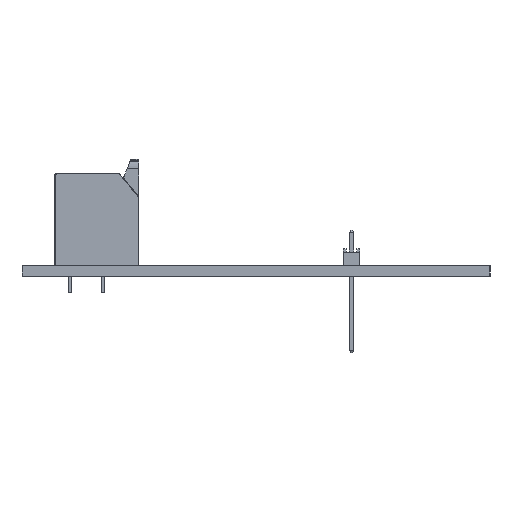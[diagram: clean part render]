
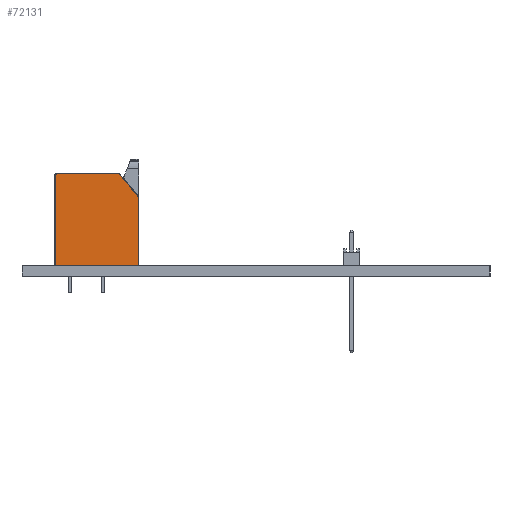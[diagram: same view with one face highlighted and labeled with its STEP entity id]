
A CAD part, left-side view. The second image highlights one B-rep face of the part: STEP entity #72131.
In plain terms, the highlighted face is planar.
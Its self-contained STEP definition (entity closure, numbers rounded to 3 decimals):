
#46515 = VERTEX_POINT('',#46516);
#46516 = CARTESIAN_POINT('',(-10.35,10.775,-1.5));
#46522 = EDGE_CURVE('',#46515,#46523,#46525,.T.);
#46523 = VERTEX_POINT('',#46524);
#46524 = CARTESIAN_POINT('',(-10.35,0.4,-1.5));
#46525 = LINE('',#46526,#46527);
#46526 = CARTESIAN_POINT('',(-10.35,10.775,-1.5));
#46527 = VECTOR('',#46528,1.);
#46528 = DIRECTION('',(0.,-1.,0.));
#54431 = VERTEX_POINT('',#54432);
#54432 = CARTESIAN_POINT('',(-4.5,0.1,-1.5));
#54438 = EDGE_CURVE('',#54431,#54439,#54441,.T.);
#54439 = VERTEX_POINT('',#54440);
#54440 = CARTESIAN_POINT('',(1.9,0.1,-1.5));
#54441 = LINE('',#54442,#54443);
#54442 = CARTESIAN_POINT('',(-4.5,0.1,-1.5));
#54443 = VECTOR('',#54444,1.);
#54444 = DIRECTION('',(1.,0.,0.));
#59471 = VERTEX_POINT('',#59472);
#59472 = CARTESIAN_POINT('',(2.2,0.4,-1.5));
#59478 = EDGE_CURVE('',#59471,#59479,#59481,.T.);
#59479 = VERTEX_POINT('',#59480);
#59480 = CARTESIAN_POINT('',(2.2,14.1,-1.5));
#59481 = LINE('',#59482,#59483);
#59482 = CARTESIAN_POINT('',(2.2,0.4,-1.5));
#59483 = VECTOR('',#59484,1.);
#59484 = DIRECTION('',(0.,1.,0.));
#71811 = EDGE_CURVE('',#46523,#71812,#71814,.T.);
#71812 = VERTEX_POINT('',#71813);
#71813 = CARTESIAN_POINT('',(-10.05,0.1,-1.5));
#71814 = CIRCLE('',#71815,0.3);
#71815 = AXIS2_PLACEMENT_3D('',#71816,#71817,#71818);
#71816 = CARTESIAN_POINT('',(-10.05,0.4,-1.5));
#71817 = DIRECTION('',(0.,0.,1.));
#71818 = DIRECTION('',(1.,0.,-0.));
#71836 = EDGE_CURVE('',#71812,#71837,#71839,.T.);
#71837 = VERTEX_POINT('',#71838);
#71838 = CARTESIAN_POINT('',(-6.2,0.1,-1.5));
#71839 = LINE('',#71840,#71841);
#71840 = CARTESIAN_POINT('',(-10.05,0.1,-1.5));
#71841 = VECTOR('',#71842,1.);
#71842 = DIRECTION('',(1.,0.,0.));
#71862 = VERTEX_POINT('',#71863);
#71863 = CARTESIAN_POINT('',(-6.,0.3,-1.5));
#71869 = EDGE_CURVE('',#71862,#71837,#71870,.T.);
#71870 = CIRCLE('',#71871,0.2);
#71871 = AXIS2_PLACEMENT_3D('',#71872,#71873,#71874);
#71872 = CARTESIAN_POINT('',(-6.,0.1,-1.5));
#71873 = DIRECTION('',(0.,0.,1.));
#71874 = DIRECTION('',(1.,0.,-0.));
#71888 = EDGE_CURVE('',#71862,#71889,#71891,.T.);
#71889 = VERTEX_POINT('',#71890);
#71890 = CARTESIAN_POINT('',(-4.7,0.3,-1.5));
#71891 = LINE('',#71892,#71893);
#71892 = CARTESIAN_POINT('',(-6.,0.3,-1.5));
#71893 = VECTOR('',#71894,1.);
#71894 = DIRECTION('',(1.,0.,0.));
#71911 = EDGE_CURVE('',#54431,#71889,#71912,.T.);
#71912 = CIRCLE('',#71913,0.2);
#71913 = AXIS2_PLACEMENT_3D('',#71914,#71915,#71916);
#71914 = CARTESIAN_POINT('',(-4.7,0.1,-1.5));
#71915 = DIRECTION('',(0.,0.,1.));
#71916 = DIRECTION('',(1.,0.,-0.));
#71930 = EDGE_CURVE('',#54439,#59471,#71931,.T.);
#71931 = CIRCLE('',#71932,0.3);
#71932 = AXIS2_PLACEMENT_3D('',#71933,#71934,#71935);
#71933 = CARTESIAN_POINT('',(1.9,0.4,-1.5));
#71934 = DIRECTION('',(0.,0.,1.));
#71935 = DIRECTION('',(1.,0.,-0.));
#71948 = EDGE_CURVE('',#59479,#71949,#71951,.T.);
#71949 = VERTEX_POINT('',#71950);
#71950 = CARTESIAN_POINT('',(1.9,14.4,-1.5));
#71951 = CIRCLE('',#71952,0.3);
#71952 = AXIS2_PLACEMENT_3D('',#71953,#71954,#71955);
#71953 = CARTESIAN_POINT('',(1.9,14.1,-1.5));
#71954 = DIRECTION('',(0.,0.,1.));
#71955 = DIRECTION('',(1.,0.,-0.));
#71973 = EDGE_CURVE('',#71949,#71974,#71976,.T.);
#71974 = VERTEX_POINT('',#71975);
#71975 = CARTESIAN_POINT('',(-7.26,14.4,-1.5));
#71976 = LINE('',#71977,#71978);
#71977 = CARTESIAN_POINT('',(1.9,14.4,-1.5));
#71978 = VECTOR('',#71979,1.);
#71979 = DIRECTION('',(-1.,0.,0.));
#72004 = EDGE_CURVE('',#71974,#72005,#72007,.T.);
#72005 = VERTEX_POINT('',#72006);
#72006 = CARTESIAN_POINT('',(-7.49,14.293,-1.5));
#72007 = CIRCLE('',#72008,0.3);
#72008 = AXIS2_PLACEMENT_3D('',#72009,#72010,#72011);
#72009 = CARTESIAN_POINT('',(-7.26,14.1,-1.5));
#72010 = DIRECTION('',(0.,0.,1.));
#72011 = DIRECTION('',(1.,0.,-0.));
#72038 = EDGE_CURVE('',#72005,#72039,#72041,.T.);
#72039 = VERTEX_POINT('',#72040);
#72040 = CARTESIAN_POINT('',(-10.28,10.968,-1.5));
#72041 = LINE('',#72042,#72043);
#72042 = CARTESIAN_POINT('',(-7.49,14.293,-1.5));
#72043 = VECTOR('',#72044,1.);
#72044 = DIRECTION('',(-0.643,-0.766,0.));
#72112 = EDGE_CURVE('',#72039,#46515,#72113,.T.);
#72113 = CIRCLE('',#72114,0.3);
#72114 = AXIS2_PLACEMENT_3D('',#72115,#72116,#72117);
#72115 = CARTESIAN_POINT('',(-10.05,10.775,-1.5));
#72116 = DIRECTION('',(0.,0.,1.));
#72117 = DIRECTION('',(1.,0.,-0.));
#72131 = ADVANCED_FACE('',(#72132),#72148,.F.);
#72132 = FACE_BOUND('',#72133,.T.);
#72133 = EDGE_LOOP('',(#72134,#72135,#72136,#72137,#72138,#72139,#72140,
    #72141,#72142,#72143,#72144,#72145,#72146,#72147));
#72134 = ORIENTED_EDGE('',*,*,#46522,.F.);
#72135 = ORIENTED_EDGE('',*,*,#72112,.F.);
#72136 = ORIENTED_EDGE('',*,*,#72038,.F.);
#72137 = ORIENTED_EDGE('',*,*,#72004,.F.);
#72138 = ORIENTED_EDGE('',*,*,#71973,.F.);
#72139 = ORIENTED_EDGE('',*,*,#71948,.F.);
#72140 = ORIENTED_EDGE('',*,*,#59478,.F.);
#72141 = ORIENTED_EDGE('',*,*,#71930,.F.);
#72142 = ORIENTED_EDGE('',*,*,#54438,.F.);
#72143 = ORIENTED_EDGE('',*,*,#71911,.T.);
#72144 = ORIENTED_EDGE('',*,*,#71888,.F.);
#72145 = ORIENTED_EDGE('',*,*,#71869,.T.);
#72146 = ORIENTED_EDGE('',*,*,#71836,.F.);
#72147 = ORIENTED_EDGE('',*,*,#71811,.F.);
#72148 = PLANE('',#72149);
#72149 = AXIS2_PLACEMENT_3D('',#72150,#72151,#72152);
#72150 = CARTESIAN_POINT('',(-10.05,0.4,-1.5));
#72151 = DIRECTION('',(0.,0.,1.));
#72152 = DIRECTION('',(1.,0.,-0.));
